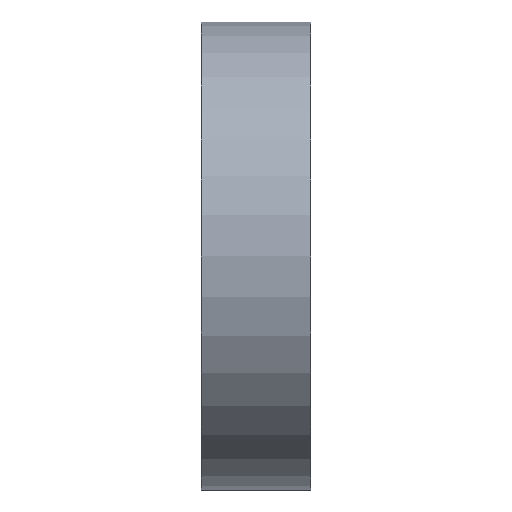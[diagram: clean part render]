
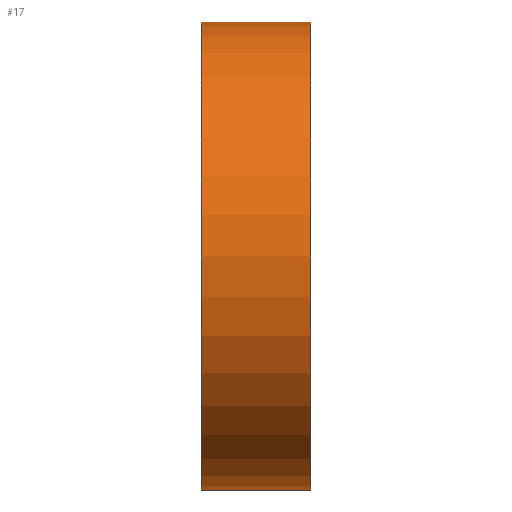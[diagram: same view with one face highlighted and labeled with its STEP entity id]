
A CAD part, left-side view. The second image highlights one B-rep face of the part: STEP entity #17.
In plain terms, the highlighted cylindrical face has radius 7.5 mm (diameter 15 mm), a partial arc.
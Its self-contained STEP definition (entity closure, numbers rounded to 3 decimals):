
#10 = DIRECTION ( 'NONE',  ( 0., 0., -1. ) ) ;
#17 = ADVANCED_FACE ( 'NONE', ( #201 ), #195, .T. ) ;
#22 = DIRECTION ( 'NONE',  ( 0., -1., 0. ) ) ;
#26 = CARTESIAN_POINT ( 'NONE',  ( 0., 0., -7.5 ) ) ;
#32 = DIRECTION ( 'NONE',  ( 0., -1., 0. ) ) ;
#40 = DIRECTION ( 'NONE',  ( 0., -1., 0. ) ) ;
#43 = CARTESIAN_POINT ( 'NONE',  ( 0., 0., 0. ) ) ;
#55 = EDGE_CURVE ( 'NONE', #216, #221, #190, .T. ) ;
#57 = DIRECTION ( 'NONE',  ( 0., 0., -1. ) ) ;
#59 = EDGE_CURVE ( 'NONE', #225, #209, #187, .T. ) ;
#60 = CARTESIAN_POINT ( 'NONE',  ( 0., 0., 7.5 ) ) ;
#61 = CARTESIAN_POINT ( 'NONE',  ( 0., 3.5, 7.5 ) ) ;
#62 = EDGE_CURVE ( 'NONE', #216, #225, #182, .T. ) ;
#65 = EDGE_CURVE ( 'NONE', #221, #209, #179, .T. ) ;
#67 = CARTESIAN_POINT ( 'NONE',  ( 0., 0., -7.5 ) ) ;
#75 = CARTESIAN_POINT ( 'NONE',  ( 0., 0., 7.5 ) ) ;
#78 = DIRECTION ( 'NONE',  ( 0., -1., 0. ) ) ;
#88 = AXIS2_PLACEMENT_3D ( 'NONE', #108, #78, #10 ) ;
#96 = DIRECTION ( 'NONE',  ( 0., 0., -1. ) ) ;
#100 = DIRECTION ( 'NONE',  ( 0., -1., 0. ) ) ;
#103 = AXIS2_PLACEMENT_3D ( 'NONE', #249, #100, #96 ) ;
#108 = CARTESIAN_POINT ( 'NONE',  ( 0., 0., 0. ) ) ;
#110 = AXIS2_PLACEMENT_3D ( 'NONE', #43, #40, #57 ) ;
#128 = ORIENTED_EDGE ( 'NONE', *, *, #55, .F. ) ;
#143 = CARTESIAN_POINT ( 'NONE',  ( 0., 3.5, -7.5 ) ) ;
#179 = CIRCLE ( 'NONE', #110, 7.5 ) ;
#180 = VECTOR ( 'NONE', #32, 1000. ) ;
#182 = CIRCLE ( 'NONE', #103, 7.5 ) ;
#183 = VECTOR ( 'NONE', #22, 1000. ) ;
#184 = ORIENTED_EDGE ( 'NONE', *, *, #62, .T. ) ;
#187 = LINE ( 'NONE', #26, #180 ) ;
#190 = LINE ( 'NONE', #75, #183 ) ;
#195 = CYLINDRICAL_SURFACE ( 'NONE', #88, 7.5 ) ;
#201 = FACE_OUTER_BOUND ( 'NONE', #223, .T. ) ;
#209 = VERTEX_POINT ( 'NONE', #67 ) ;
#216 = VERTEX_POINT ( 'NONE', #61 ) ;
#221 = VERTEX_POINT ( 'NONE', #60 ) ;
#223 = EDGE_LOOP ( 'NONE', ( #128, #184, #238, #241 ) ) ;
#225 = VERTEX_POINT ( 'NONE', #143 ) ;
#238 = ORIENTED_EDGE ( 'NONE', *, *, #59, .T. ) ;
#241 = ORIENTED_EDGE ( 'NONE', *, *, #65, .F. ) ;
#249 = CARTESIAN_POINT ( 'NONE',  ( 0., 3.5, 0. ) ) ;
